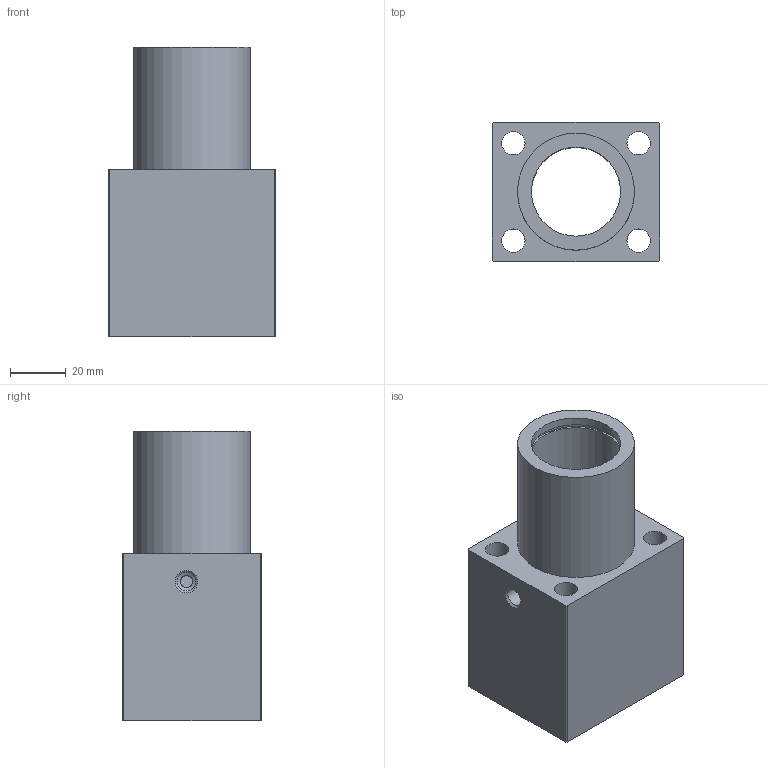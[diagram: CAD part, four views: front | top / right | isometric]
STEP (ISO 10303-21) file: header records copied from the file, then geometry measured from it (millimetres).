
FILE_DESCRIPTION( ( 'STEP AP214' ), '1' );
FILE_NAME( 'FTAG-20_2_14a.stp', ' ', ( ' ' ), ( ' ' ), 'PSStep 15.0.47', 'PARTsolutions', ' ' );
FILE_SCHEMA( ( 'AUTOMOTIVE_DESIGN { 1 0 10303 214 1 1 1 1 }' ) );
Length unit declared in the file: millimetre
Products named in the file (1): HI_FTAG-20
Bounding box: 60 x 50 x 104 mm (x, y, z)
Volume: 143422.8 mm3; surface area: 40146.8 mm2
Topology: 1 solids, 1 shells, 33 faces, 75 edges, 48 vertices
Faces by surface type: plane 15, cylinder 12, cone 6
Full cylindrical faces by diameter (mm): 4.3 x1, 6.647 x1, 8.376 x4, 32 x3, 33.5 x2, 42 x1
Entity records: 1166 total; most frequent: CARTESIAN_POINT 189, DIRECTION 148, ORIENTED_EDGE 106, EDGE_LOOP 68, AXIS2_PLACEMENT_3D 62, EDGE_CURVE 53, FACE_OUTER_BOUND 45, VERTEX_POINT 45
